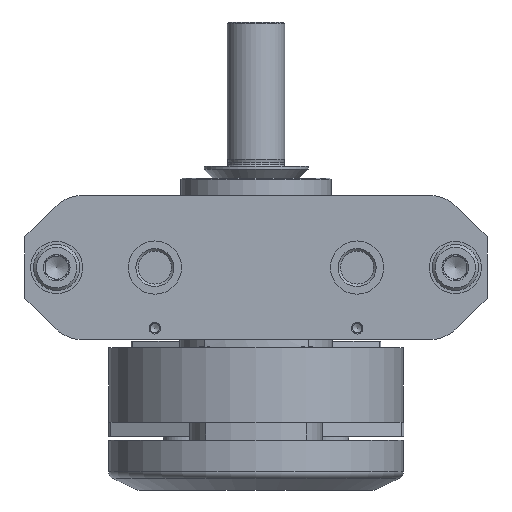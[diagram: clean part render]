
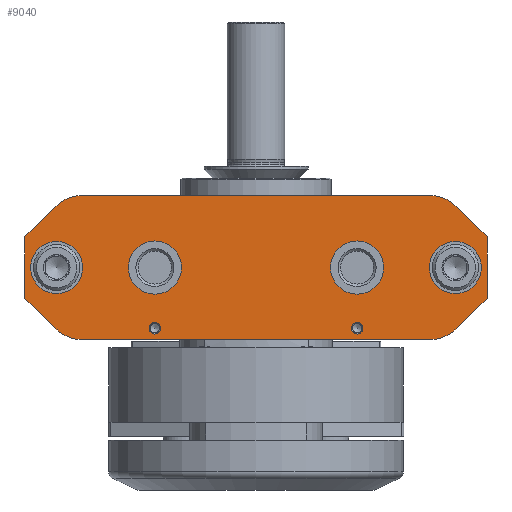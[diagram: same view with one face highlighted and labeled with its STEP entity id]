
A CAD part, front view. The second image highlights one B-rep face of the part: STEP entity #9040.
In plain terms, the highlighted planar face has unit normal (0, -1, 0).
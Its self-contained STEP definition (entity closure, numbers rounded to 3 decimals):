
#442=LINE('',#13018,#1022);
#573=LINE('',#13547,#1153);
#575=LINE('',#13551,#1155);
#580=LINE('',#13564,#1160);
#585=LINE('',#13579,#1165);
#587=LINE('',#13583,#1167);
#589=LINE('',#13587,#1169);
#592=LINE('',#13597,#1172);
#1022=VECTOR('',#10517,1000.);
#1153=VECTOR('',#10928,1000.);
#1155=VECTOR('',#10932,1000.);
#1160=VECTOR('',#10945,1000.);
#1165=VECTOR('',#10960,1000.);
#1167=VECTOR('',#10964,1000.);
#1169=VECTOR('',#10968,1000.);
#1172=VECTOR('',#10981,1000.);
#2109=ORIENTED_EDGE('',*,*,#4041,.F.);
#2110=ORIENTED_EDGE('',*,*,#4042,.F.);
#2111=ORIENTED_EDGE('',*,*,#4043,.F.);
#2112=ORIENTED_EDGE('',*,*,#4044,.F.);
#2113=ORIENTED_EDGE('',*,*,#4045,.F.);
#2114=ORIENTED_EDGE('',*,*,#4046,.F.);
#2115=ORIENTED_EDGE('',*,*,#4014,.F.);
#2116=ORIENTED_EDGE('',*,*,#4040,.F.);
#2117=ORIENTED_EDGE('',*,*,#4038,.F.);
#2118=ORIENTED_EDGE('',*,*,#3798,.F.);
#2119=ORIENTED_EDGE('',*,*,#4037,.F.);
#2120=ORIENTED_EDGE('',*,*,#4035,.F.);
#2121=ORIENTED_EDGE('',*,*,#4033,.F.);
#2122=ORIENTED_EDGE('',*,*,#4031,.F.);
#2123=ORIENTED_EDGE('',*,*,#4029,.F.);
#2124=ORIENTED_EDGE('',*,*,#4023,.F.);
#2125=ORIENTED_EDGE('',*,*,#4018,.F.);
#2126=ORIENTED_EDGE('',*,*,#4016,.F.);
#3798=EDGE_CURVE('',#4856,#4857,#442,.T.);
#4014=EDGE_CURVE('',#4992,#4993,#573,.T.);
#4016=EDGE_CURVE('',#4993,#4994,#575,.T.);
#4018=EDGE_CURVE('',#4994,#4995,#5577,.T.);
#4023=EDGE_CURVE('',#4995,#4998,#580,.T.);
#4029=EDGE_CURVE('',#4998,#5002,#5581,.T.);
#4031=EDGE_CURVE('',#5002,#5003,#585,.T.);
#4033=EDGE_CURVE('',#5003,#5004,#587,.T.);
#4035=EDGE_CURVE('',#5004,#5005,#589,.T.);
#4037=EDGE_CURVE('',#5005,#4856,#5582,.T.);
#4038=EDGE_CURVE('',#4857,#5006,#5583,.T.);
#4040=EDGE_CURVE('',#5006,#4992,#592,.T.);
#4041=EDGE_CURVE('',#5007,#5007,#5584,.T.);
#4042=EDGE_CURVE('',#5008,#5008,#5585,.T.);
#4043=EDGE_CURVE('',#5009,#5009,#5586,.T.);
#4044=EDGE_CURVE('',#5010,#5010,#5587,.T.);
#4045=EDGE_CURVE('',#5011,#5011,#5588,.T.);
#4046=EDGE_CURVE('',#5012,#5012,#5589,.T.);
#4856=VERTEX_POINT('',#13017);
#4857=VERTEX_POINT('',#13019);
#4992=VERTEX_POINT('',#13546);
#4993=VERTEX_POINT('',#13548);
#4994=VERTEX_POINT('',#13552);
#4995=VERTEX_POINT('',#13556);
#4998=VERTEX_POINT('',#13565);
#5002=VERTEX_POINT('',#13576);
#5003=VERTEX_POINT('',#13580);
#5004=VERTEX_POINT('',#13584);
#5005=VERTEX_POINT('',#13588);
#5006=VERTEX_POINT('',#13594);
#5007=VERTEX_POINT('',#13600);
#5008=VERTEX_POINT('',#13602);
#5009=VERTEX_POINT('',#13604);
#5010=VERTEX_POINT('',#13606);
#5011=VERTEX_POINT('',#13608);
#5012=VERTEX_POINT('',#13610);
#5577=CIRCLE('',#9612,14.);
#5581=CIRCLE('',#9618,14.);
#5582=CIRCLE('',#9623,14.);
#5583=CIRCLE('',#9625,14.);
#5584=CIRCLE('',#9628,9.);
#5585=CIRCLE('',#9629,9.);
#5586=CIRCLE('',#9630,2.);
#5587=CIRCLE('',#9631,2.);
#5588=CIRCLE('',#9632,9.2);
#5589=CIRCLE('',#9633,9.2);
#6019=EDGE_LOOP('',(#2109));
#6020=EDGE_LOOP('',(#2110));
#6021=EDGE_LOOP('',(#2111));
#6022=EDGE_LOOP('',(#2112));
#6023=EDGE_LOOP('',(#2113));
#6024=EDGE_LOOP('',(#2114));
#6025=EDGE_LOOP('',(#2115,#2116,#2117,#2118,#2119,#2120,#2121,#2122,#2123,
#2124,#2125,#2126));
#6618=FACE_BOUND('',#6019,.T.);
#6619=FACE_BOUND('',#6020,.T.);
#6620=FACE_BOUND('',#6021,.T.);
#6621=FACE_BOUND('',#6022,.T.);
#6622=FACE_BOUND('',#6023,.T.);
#6623=FACE_BOUND('',#6024,.T.);
#6624=FACE_BOUND('',#6025,.T.);
#7163=PLANE('',#9627);
#9040=ADVANCED_FACE('',(#6618,#6619,#6620,#6621,#6622,#6623,#6624),#7163,
 .F.);
#9612=AXIS2_PLACEMENT_3D('',#13555,#10936,#10937);
#9618=AXIS2_PLACEMENT_3D('',#13575,#10955,#10956);
#9623=AXIS2_PLACEMENT_3D('',#13591,#10972,#10973);
#9625=AXIS2_PLACEMENT_3D('',#13593,#10976,#10977);
#9627=AXIS2_PLACEMENT_3D('',#13598,#10982,#10983);
#9628=AXIS2_PLACEMENT_3D('',#13599,#10984,#10985);
#9629=AXIS2_PLACEMENT_3D('',#13601,#10986,#10987);
#9630=AXIS2_PLACEMENT_3D('',#13603,#10988,#10989);
#9631=AXIS2_PLACEMENT_3D('',#13605,#10990,#10991);
#9632=AXIS2_PLACEMENT_3D('',#13607,#10992,#10993);
#9633=AXIS2_PLACEMENT_3D('',#13609,#10994,#10995);
#10517=DIRECTION('',(-1.,0.,0.));
#10928=DIRECTION('',(0.,0.,1.));
#10932=DIRECTION('',(0.707,0.,0.707));
#10936=DIRECTION('',(0.,1.,0.));
#10937=DIRECTION('',(1.,0.,0.));
#10945=DIRECTION('',(1.,0.,0.));
#10955=DIRECTION('',(0.,1.,0.));
#10956=DIRECTION('',(1.,0.,0.));
#10960=DIRECTION('',(0.707,0.,-0.707));
#10964=DIRECTION('',(0.,0.,-1.));
#10968=DIRECTION('',(-0.707,0.,-0.707));
#10972=DIRECTION('',(0.,1.,0.));
#10973=DIRECTION('',(1.,0.,0.));
#10976=DIRECTION('',(0.,1.,0.));
#10977=DIRECTION('',(1.,0.,0.));
#10981=DIRECTION('',(-0.707,0.,0.707));
#10982=DIRECTION('',(0.,1.,0.));
#10983=DIRECTION('',(0.,0.,1.));
#10984=DIRECTION('',(0.,-1.,0.));
#10985=DIRECTION('',(0.,0.,-1.));
#10986=DIRECTION('',(0.,-1.,0.));
#10987=DIRECTION('',(0.,0.,-1.));
#10988=DIRECTION('',(0.,-1.,0.));
#10989=DIRECTION('',(0.,0.,-1.));
#10990=DIRECTION('',(0.,-1.,0.));
#10991=DIRECTION('',(0.,0.,-1.));
#10992=DIRECTION('',(0.,-1.,0.));
#10993=DIRECTION('',(0.,0.,-1.));
#10994=DIRECTION('',(0.,-1.,0.));
#10995=DIRECTION('',(0.,0.,-1.));
#13017=CARTESIAN_POINT('',(59.801,-53.,-56.));
#13018=CARTESIAN_POINT('',(59.801,-53.,-56.));
#13019=CARTESIAN_POINT('',(-59.801,-53.,-56.));
#13546=CARTESIAN_POINT('',(-80.,-53.,-41.6));
#13547=CARTESIAN_POINT('',(-80.,-53.,-41.6));
#13548=CARTESIAN_POINT('',(-80.,-53.,-20.4));
#13551=CARTESIAN_POINT('',(-80.,-53.,-20.4));
#13552=CARTESIAN_POINT('',(-69.701,-53.,-10.101));
#13555=CARTESIAN_POINT('',(-59.801,-53.,-20.));
#13556=CARTESIAN_POINT('',(-59.801,-53.,-6.));
#13564=CARTESIAN_POINT('',(-59.801,-53.,-6.));
#13565=CARTESIAN_POINT('',(59.801,-53.,-6.));
#13575=CARTESIAN_POINT('',(59.801,-53.,-20.));
#13576=CARTESIAN_POINT('',(69.701,-53.,-10.101));
#13579=CARTESIAN_POINT('',(69.701,-53.,-10.101));
#13580=CARTESIAN_POINT('',(80.,-53.,-20.4));
#13583=CARTESIAN_POINT('',(80.,-53.,-20.4));
#13584=CARTESIAN_POINT('',(80.,-53.,-41.6));
#13587=CARTESIAN_POINT('',(80.,-53.,-41.6));
#13588=CARTESIAN_POINT('',(69.701,-53.,-51.899));
#13591=CARTESIAN_POINT('',(59.801,-53.,-42.));
#13593=CARTESIAN_POINT('',(-59.801,-53.,-42.));
#13594=CARTESIAN_POINT('',(-69.701,-53.,-51.899));
#13597=CARTESIAN_POINT('',(-69.701,-53.,-51.899));
#13598=CARTESIAN_POINT('',(-59.801,-53.,-20.));
#13599=CARTESIAN_POINT('',(69.,-53.,-31.));
#13600=CARTESIAN_POINT('',(69.,-53.,-40.));
#13601=CARTESIAN_POINT('',(-69.,-53.,-31.));
#13602=CARTESIAN_POINT('',(-69.,-53.,-40.));
#13603=CARTESIAN_POINT('',(35.,-53.,-52.));
#13604=CARTESIAN_POINT('',(35.,-53.,-54.));
#13605=CARTESIAN_POINT('',(-35.,-53.,-52.));
#13606=CARTESIAN_POINT('',(-35.,-53.,-54.));
#13607=CARTESIAN_POINT('',(35.,-53.,-31.));
#13608=CARTESIAN_POINT('',(35.,-53.,-40.2));
#13609=CARTESIAN_POINT('',(-35.,-53.,-31.));
#13610=CARTESIAN_POINT('',(-35.,-53.,-40.2));
